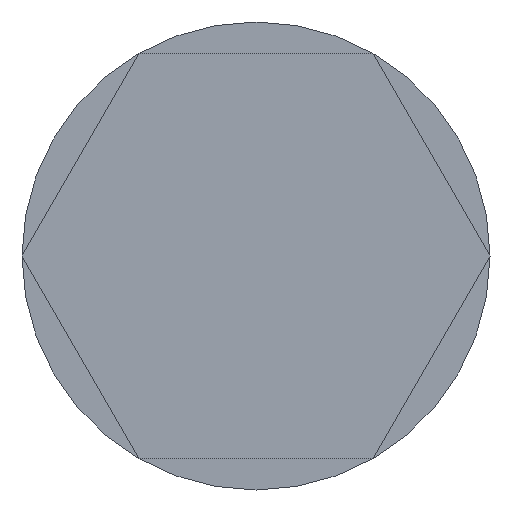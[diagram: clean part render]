
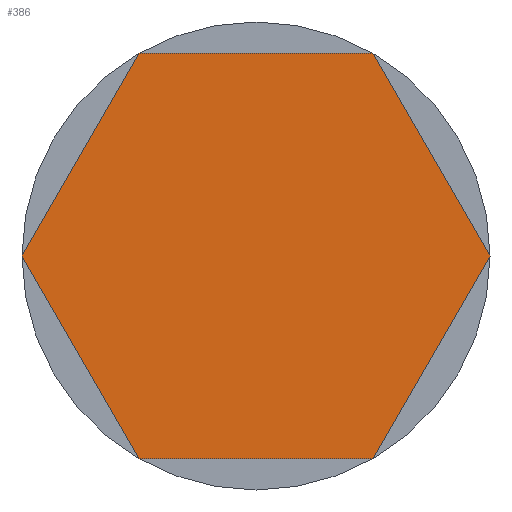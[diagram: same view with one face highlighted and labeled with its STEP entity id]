
A CAD part, left-side view. The second image highlights one B-rep face of the part: STEP entity #386.
In plain terms, the highlighted face is planar.
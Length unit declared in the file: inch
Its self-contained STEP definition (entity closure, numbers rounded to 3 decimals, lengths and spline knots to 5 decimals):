
#63=PLANE('',#536);
#90=FACE_OUTER_BOUND('',#117,.T.);
#117=EDGE_LOOP('',(#331,#332,#333,#334,#335,#336));
#139=LINE('',#724,#166);
#143=LINE('',#732,#170);
#146=LINE('',#738,#173);
#149=LINE('',#744,#176);
#152=LINE('',#750,#179);
#155=LINE('',#755,#182);
#166=VECTOR('',#599,0.3937);
#170=VECTOR('',#605,0.3937);
#173=VECTOR('',#610,0.3937);
#176=VECTOR('',#615,0.3937);
#179=VECTOR('',#620,0.3937);
#182=VECTOR('',#625,0.3937);
#214=VERTEX_POINT('',#722);
#215=VERTEX_POINT('',#723);
#218=VERTEX_POINT('',#731);
#220=VERTEX_POINT('',#737);
#222=VERTEX_POINT('',#743);
#224=VERTEX_POINT('',#749);
#247=EDGE_CURVE('',#214,#215,#139,.T.);
#251=EDGE_CURVE('',#215,#218,#143,.T.);
#254=EDGE_CURVE('',#218,#220,#146,.T.);
#257=EDGE_CURVE('',#220,#222,#149,.T.);
#260=EDGE_CURVE('',#222,#224,#152,.T.);
#263=EDGE_CURVE('',#224,#214,#155,.T.);
#331=ORIENTED_EDGE('',*,*,#263,.T.);
#332=ORIENTED_EDGE('',*,*,#247,.T.);
#333=ORIENTED_EDGE('',*,*,#251,.T.);
#334=ORIENTED_EDGE('',*,*,#254,.T.);
#335=ORIENTED_EDGE('',*,*,#257,.T.);
#336=ORIENTED_EDGE('',*,*,#260,.T.);
#386=ADVANCED_FACE('',(#90),#63,.F.);
#536=AXIS2_PLACEMENT_3D('',#758,#629,#630);
#599=DIRECTION('',(-0.5,-0.866,0.));
#605=DIRECTION('',(-1.,0.,0.));
#610=DIRECTION('',(-0.5,0.866,0.));
#615=DIRECTION('',(0.5,0.866,0.));
#620=DIRECTION('',(1.,0.,0.));
#625=DIRECTION('',(0.5,-0.866,0.));
#629=DIRECTION('center_axis',(0.,0.,1.));
#630=DIRECTION('ref_axis',(1.,0.,0.));
#722=CARTESIAN_POINT('',(0.4,0.,-0.375));
#723=CARTESIAN_POINT('',(0.2,-0.34641,-0.375));
#724=CARTESIAN_POINT('',(0.35,-0.0866,-0.375));
#731=CARTESIAN_POINT('',(-0.2,-0.34641,-0.375));
#732=CARTESIAN_POINT('',(0.1,-0.34641,-0.375));
#737=CARTESIAN_POINT('',(-0.4,0.,-0.375));
#738=CARTESIAN_POINT('',(-0.25,-0.25981,-0.375));
#743=CARTESIAN_POINT('',(-0.2,0.34641,-0.375));
#744=CARTESIAN_POINT('',(-0.35,0.0866,-0.375));
#749=CARTESIAN_POINT('',(0.2,0.34641,-0.375));
#750=CARTESIAN_POINT('',(-0.1,0.34641,-0.375));
#755=CARTESIAN_POINT('',(0.25,0.25981,-0.375));
#758=CARTESIAN_POINT('Origin',(0.,0.,-0.375));
